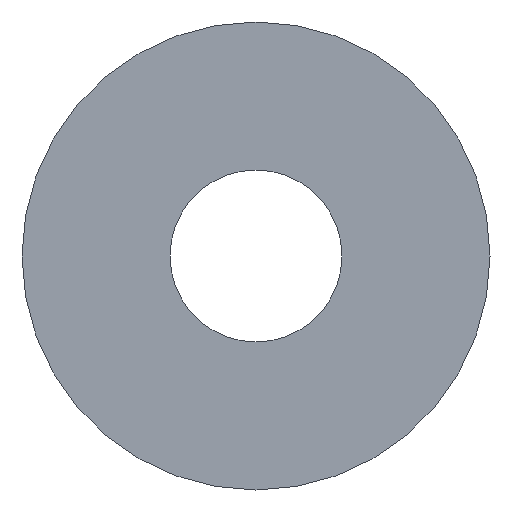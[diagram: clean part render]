
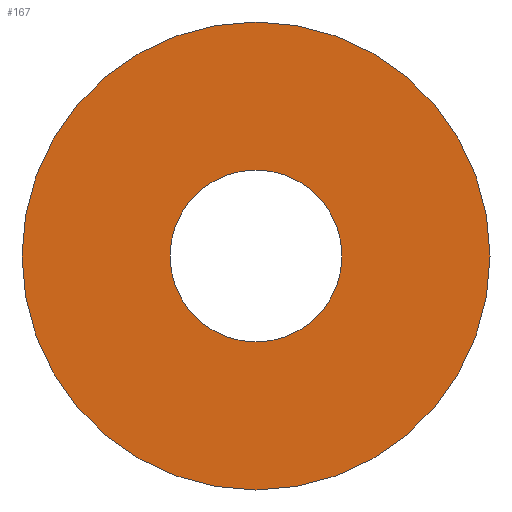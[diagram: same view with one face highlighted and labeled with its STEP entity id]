
A CAD part, left-side view. The second image highlights one B-rep face of the part: STEP entity #167.
In plain terms, the highlighted planar face has unit normal (-1, 0, 0).
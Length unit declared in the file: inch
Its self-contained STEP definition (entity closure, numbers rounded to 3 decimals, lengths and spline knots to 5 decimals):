
#26 = ORIENTED_EDGE ( 'NONE', *, *, #364, .T. ) ;
#31 = CARTESIAN_POINT ( 'NONE',  ( 0., 0., -4.125 ) ) ;
#37 = DIRECTION ( 'NONE',  ( 0., 0., -1. ) ) ;
#42 = EDGE_CURVE ( 'NONE', #342, #369, #349, .T. ) ;
#53 = AXIS2_PLACEMENT_3D ( 'NONE', #366, #368, #284 ) ;
#56 = DIRECTION ( 'NONE',  ( 0., 0., -1. ) ) ;
#61 = CARTESIAN_POINT ( 'NONE',  ( 0., 0., -1.51563 ) ) ;
#68 = CIRCLE ( 'NONE', #202, 4.125 ) ;
#78 = VERTEX_POINT ( 'NONE', #358 ) ;
#83 = DIRECTION ( 'NONE',  ( -1., 0., 0. ) ) ;
#92 = CARTESIAN_POINT ( 'NONE',  ( 0., 0., 0. ) ) ;
#119 = CARTESIAN_POINT ( 'NONE',  ( 0., 0., 0. ) ) ;
#140 = AXIS2_PLACEMENT_3D ( 'NONE', #182, #379, #37 ) ;
#143 = EDGE_LOOP ( 'NONE', ( #376, #26 ) ) ;
#148 = ORIENTED_EDGE ( 'NONE', *, *, #150, .T. ) ;
#150 = EDGE_CURVE ( 'NONE', #369, #342, #68, .T. ) ;
#151 = DIRECTION ( 'NONE',  ( 1., 0., 0. ) ) ;
#154 = FACE_BOUND ( 'NONE', #143, .T. ) ;
#157 = CIRCLE ( 'NONE', #53, 1.51563 ) ;
#167 = ADVANCED_FACE ( 'NONE', ( #154, #274 ), #242, .F. ) ;
#182 = CARTESIAN_POINT ( 'NONE',  ( 0., 4., 0. ) ) ;
#196 = ORIENTED_EDGE ( 'NONE', *, *, #42, .T. ) ;
#201 = DIRECTION ( 'NONE',  ( 0., 0., 1. ) ) ;
#202 = AXIS2_PLACEMENT_3D ( 'NONE', #92, #269, #207 ) ;
#207 = DIRECTION ( 'NONE',  ( 0., 0., 1. ) ) ;
#217 = EDGE_CURVE ( 'NONE', #378, #78, #157, .T. ) ;
#242 = PLANE ( 'NONE',  #140 ) ;
#248 = CIRCLE ( 'NONE', #357, 1.51563 ) ;
#263 = EDGE_LOOP ( 'NONE', ( #148, #196 ) ) ;
#269 = DIRECTION ( 'NONE',  ( -1., 0., 0. ) ) ;
#274 = FACE_OUTER_BOUND ( 'NONE', #263, .T. ) ;
#284 = DIRECTION ( 'NONE',  ( 0., 0., -1. ) ) ;
#319 = AXIS2_PLACEMENT_3D ( 'NONE', #372, #83, #201 ) ;
#342 = VERTEX_POINT ( 'NONE', #31 ) ;
#349 = CIRCLE ( 'NONE', #319, 4.125 ) ;
#350 = CARTESIAN_POINT ( 'NONE',  ( 0., 0., 4.125 ) ) ;
#357 = AXIS2_PLACEMENT_3D ( 'NONE', #119, #151, #56 ) ;
#358 = CARTESIAN_POINT ( 'NONE',  ( 0., 0., 1.51563 ) ) ;
#364 = EDGE_CURVE ( 'NONE', #78, #378, #248, .T. ) ;
#366 = CARTESIAN_POINT ( 'NONE',  ( 0., 0., 0. ) ) ;
#368 = DIRECTION ( 'NONE',  ( 1., 0., 0. ) ) ;
#369 = VERTEX_POINT ( 'NONE', #350 ) ;
#372 = CARTESIAN_POINT ( 'NONE',  ( 0., 0., 0. ) ) ;
#376 = ORIENTED_EDGE ( 'NONE', *, *, #217, .T. ) ;
#378 = VERTEX_POINT ( 'NONE', #61 ) ;
#379 = DIRECTION ( 'NONE',  ( 1., 0., 0. ) ) ;
